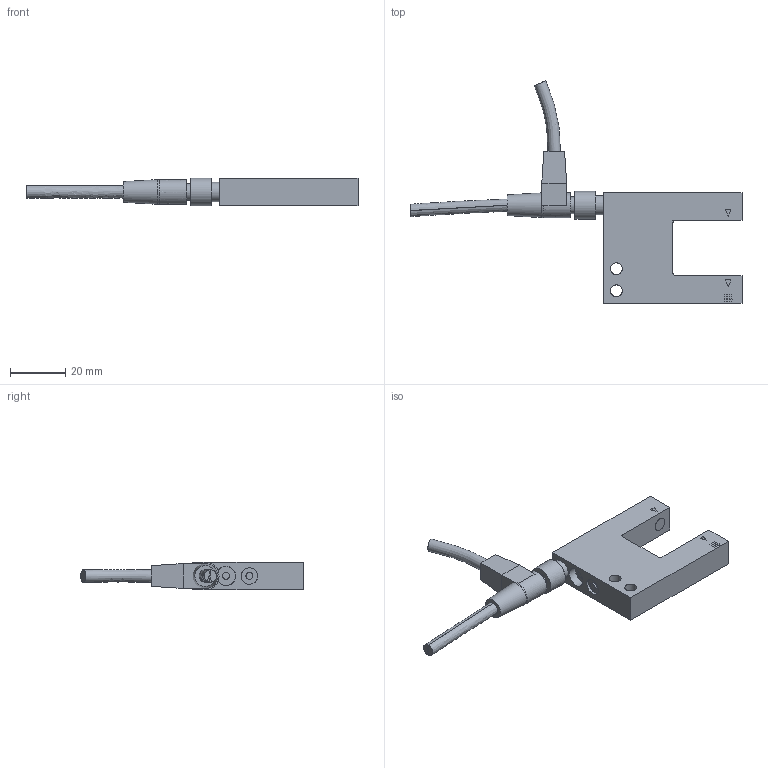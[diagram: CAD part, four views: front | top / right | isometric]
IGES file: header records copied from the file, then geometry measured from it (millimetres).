
Global section: file name: OGU_020; native system: Autodesk Inventor 2015; preprocessor: unknown; author: lck; date: 20150722.132432; units: millimetre
Bounding box: 120.21 x 80.59 x 10 mm (x, y, z)
Volume: 20355.2 mm3; surface area: 9245.6 mm2
Topology: 4 solids, 4 shells, 130 faces, 283 edges, 186 vertices
Faces by surface type: bspline 130
